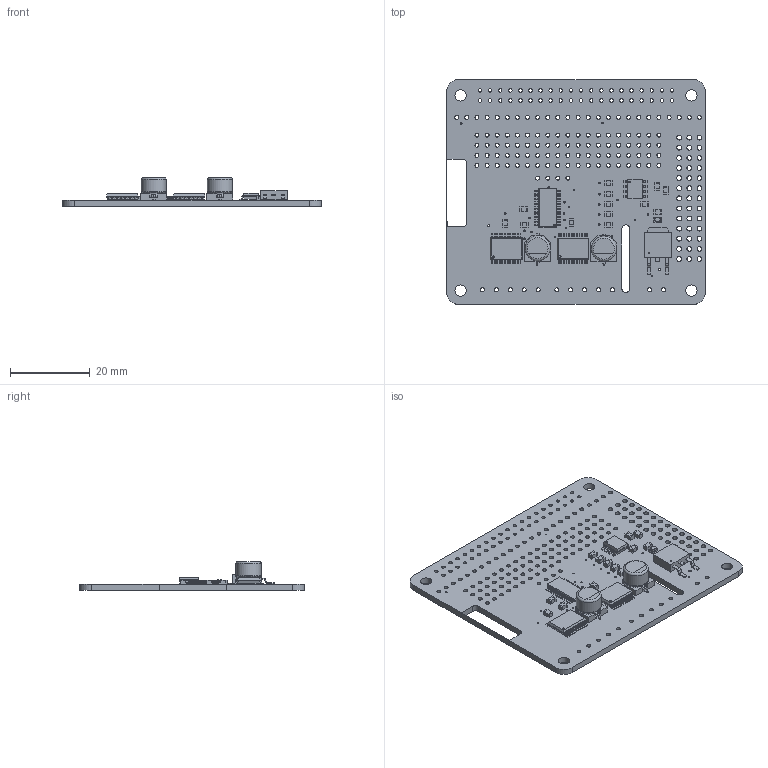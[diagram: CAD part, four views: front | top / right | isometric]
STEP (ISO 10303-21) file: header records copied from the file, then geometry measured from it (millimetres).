
FILE_DESCRIPTION(/* description */ (''),/* implementation_level */ '2;1');
FILE_NAME(/* name */ 'PCB Component.step',/* time_stamp */ '2023-03-21T09:39:18-04:00',/* author */ (''),/* organization */ (''),/* preprocessor_version */ 'ST-DEVELOPER v19.2',/* originating_system */ 'Autodesk Translation Framework v11.17.0.187',/* authorisation */ '');
FILE_SCHEMA (('AUTOMOTIVE_DESIGN { 1 0 10303 214 3 1 1 }'));
Length unit declared in the file: millimetre
Products named in the file (9): PCB Component; Board; CAT24C32; 10uF; TB6612FNG; 47uF+/16v; Green; AOD417; PCA9685
Assembly tree (22 placements, depth 2):
  PCB Component
    Board
    CAT24C32
    10uF  x13
    TB6612FNG  x2
    47uF+/16v  x2
    Green
    AOD417
    PCA9685
Bounding box: 65 x 56.5 x 7.21 mm (x, y, z)
Volume: 5946.9 mm3; surface area: 9701.1 mm2
Topology: 103 solids, 103 shells, 1915 faces, 5041 edges, 3319 vertices
Faces by surface type: plane 1270, cylinder 631, torus 10, sphere 4
Full cylindrical faces by diameter (mm): 0.337 x1, 0.394 x42, 0.45 x1, 0.5 x2, 0.56 x2, 0.6 x1, 0.9 x40, 1 x117, 1.2 x39, 2.8 x4, 6.25 x2
Entity records: 43489 total; most frequent: DIRECTION 7348, CARTESIAN_POINT 7240, ORIENTED_EDGE 7082, EDGE_CURVE 3541, LINE 2470, VECTOR 2470, AXIS2_PLACEMENT_3D 2439, VERTEX_POINT 2331
